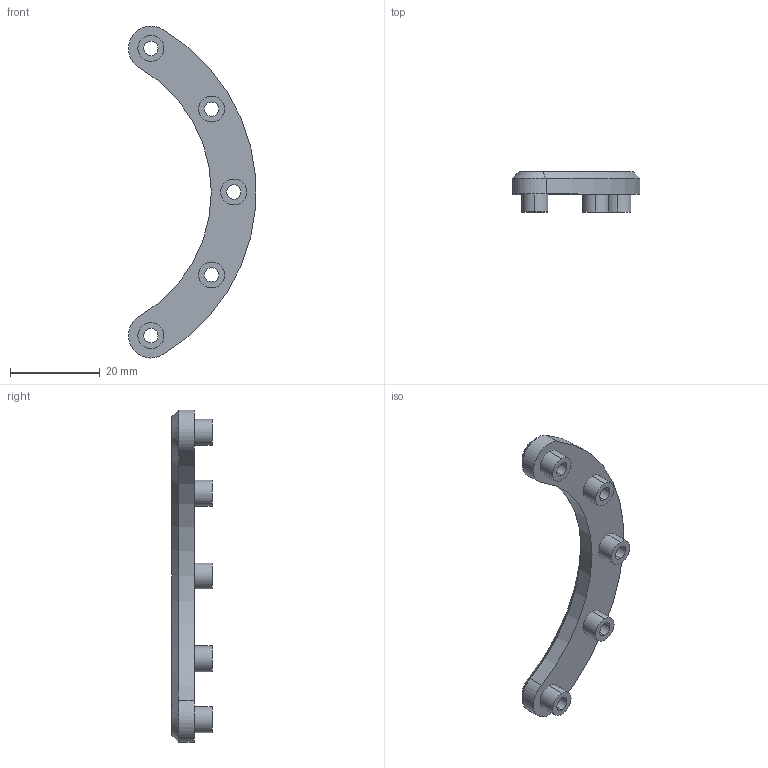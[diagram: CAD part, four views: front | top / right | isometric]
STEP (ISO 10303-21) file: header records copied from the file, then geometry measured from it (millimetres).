
FILE_DESCRIPTION (( 'STEP AP214' ), '1' );
FILE_NAME ('癹弇.STEP', '2024-07-23T11:35:38', ( '' ), ( '' ), 'SwSTEP 2.0', 'SolidWorks 2021', '' );
FILE_SCHEMA (( 'AUTOMOTIVE_DESIGN' ));
Length unit declared in the file: millimetre
Products named in the file (1): 癹弇
Bounding box: 28.36 x 9 x 74.09 mm (x, y, z)
Volume: 3970.4 mm3; surface area: 3323 mm2
Topology: 1 solids, 1 shells, 52 faces, 115 edges, 75 vertices
Faces by surface type: cylinder 35, plane 12, cone 5
Entity records: 1528 total; most frequent: DIRECTION 296, CARTESIAN_POINT 243, ORIENTED_EDGE 230, AXIS2_PLACEMENT_3D 128, EDGE_CURVE 115, CIRCLE 75, VERTEX_POINT 75, EDGE_LOOP 72
